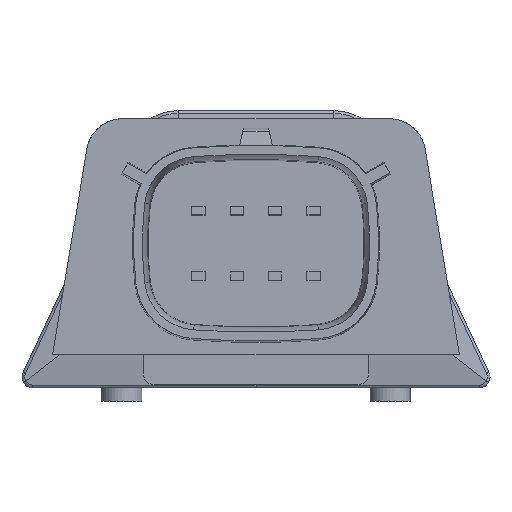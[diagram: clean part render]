
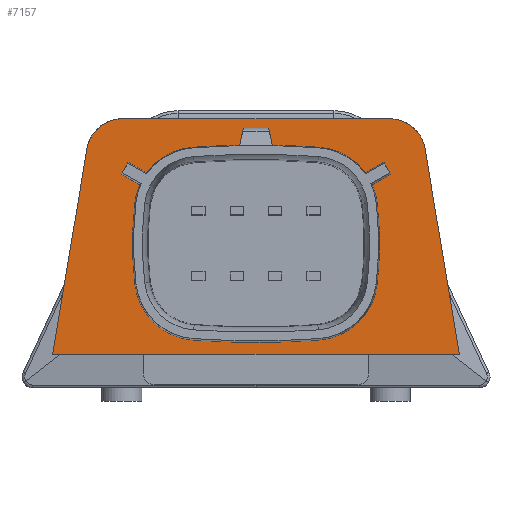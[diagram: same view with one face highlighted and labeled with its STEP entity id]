
A CAD part, top view. The second image highlights one B-rep face of the part: STEP entity #7157.
In plain terms, the highlighted planar face has unit normal (0, 0, 1).
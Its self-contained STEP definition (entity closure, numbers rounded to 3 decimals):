
#1336=DIRECTION('',(-1.,0.,0.));
#1337=VECTOR('',#1336,37.105);
#1338=CARTESIAN_POINT('',(26.03,1.4,11.675));
#1339=LINE('',#1338,#1337);
#1509=DIRECTION('',(-0.164,-0.986,0.));
#1510=VECTOR('',#1509,19.001);
#1511=CARTESIAN_POINT('',(-7.951,20.142,11.675));
#1512=LINE('',#1511,#1510);
#1513=CARTESIAN_POINT('',(-4.696,19.6,11.675));
#1514=DIRECTION('',(0.,0.,1.));
#1515=DIRECTION('',(0.,1.,0.));
#1516=AXIS2_PLACEMENT_3D('',#1513,#1514,#1515);
#1518=DIRECTION('',(-1.,0.,0.));
#1519=VECTOR('',#1518,24.347);
#1520=CARTESIAN_POINT('',(19.651,22.9,11.675));
#1521=LINE('',#1520,#1519);
#1522=CARTESIAN_POINT('',(19.651,19.6,11.675));
#1523=DIRECTION('',(0.,0.,1.));
#1524=DIRECTION('',(0.986,0.164,0.));
#1525=AXIS2_PLACEMENT_3D('',#1522,#1523,#1524);
#1527=DIRECTION('',(-0.164,0.986,0.));
#1528=VECTOR('',#1527,19.001);
#1529=CARTESIAN_POINT('',(26.03,1.4,11.675));
#1530=LINE('',#1529,#1528);
#1531=DIRECTION('',(-0.866,0.5,0.));
#1532=VECTOR('',#1531,1.918);
#1533=CARTESIAN_POINT('',(-3.117,16.877,11.675));
#1534=LINE('',#1533,#1532);
#1535=CARTESIAN_POINT('',(2.159,14.553,11.675));
#1536=DIRECTION('',(0.,0.,-1.));
#1537=DIRECTION('',(-0.993,0.117,0.));
#1538=AXIS2_PLACEMENT_3D('',#1535,#1536,#1537);
#1540=CARTESIAN_POINT('',(27.987,11.502,11.675));
#1541=DIRECTION('',(0.,0.,-1.));
#1542=DIRECTION('',(-0.993,-0.117,0.));
#1543=AXIS2_PLACEMENT_3D('',#1540,#1541,#1542);
#1545=CARTESIAN_POINT('',(2.159,8.451,11.675));
#1546=DIRECTION('',(0.,0.,-1.));
#1547=DIRECTION('',(-0.074,-0.997,0.));
#1548=AXIS2_PLACEMENT_3D('',#1545,#1546,#1547);
#1550=CARTESIAN_POINT('',(7.477,80.358,11.675));
#1551=DIRECTION('',(0.,0.,-1.));
#1552=DIRECTION('',(0.074,-0.997,0.));
#1553=AXIS2_PLACEMENT_3D('',#1550,#1551,#1552);
#1555=CARTESIAN_POINT('',(12.795,8.451,11.675));
#1556=DIRECTION('',(0.,0.,-1.));
#1557=DIRECTION('',(0.993,-0.117,0.));
#1558=AXIS2_PLACEMENT_3D('',#1555,#1556,#1557);
#1560=CARTESIAN_POINT('',(-13.032,11.502,11.675));
#1561=DIRECTION('',(0.,0.,-1.));
#1562=DIRECTION('',(1.,0.,0.));
#1563=AXIS2_PLACEMENT_3D('',#1560,#1561,#1562);
#1565=CARTESIAN_POINT('',(-13.032,11.502,11.675));
#1566=DIRECTION('',(0.,0.,-1.));
#1567=DIRECTION('',(0.993,0.117,0.));
#1568=AXIS2_PLACEMENT_3D('',#1565,#1566,#1567);
#1570=CARTESIAN_POINT('',(12.795,14.553,11.675));
#1571=DIRECTION('',(0.,0.,-1.));
#1572=DIRECTION('',(0.915,0.403,0.));
#1573=AXIS2_PLACEMENT_3D('',#1570,#1571,#1572);
#1575=DIRECTION('',(-0.866,-0.5,0.));
#1576=VECTOR('',#1575,1.918);
#1577=CARTESIAN_POINT('',(19.732,17.836,11.675));
#1578=LINE('',#1577,#1576);
#1579=DIRECTION('',(0.5,-0.866,0.));
#1580=VECTOR('',#1579,1.244);
#1581=CARTESIAN_POINT('',(19.11,18.913,11.675));
#1582=LINE('',#1581,#1580);
#1583=DIRECTION('',(0.866,0.5,0.));
#1584=VECTOR('',#1583,1.917);
#1585=CARTESIAN_POINT('',(17.45,17.955,11.675));
#1586=LINE('',#1585,#1584);
#1587=CARTESIAN_POINT('',(12.795,14.553,11.675));
#1588=DIRECTION('',(0.,0.,-1.));
#1589=DIRECTION('',(0.074,0.997,0.));
#1590=AXIS2_PLACEMENT_3D('',#1587,#1588,#1589);
#1592=CARTESIAN_POINT('',(7.477,-57.354,11.675));
#1593=DIRECTION('',(0.,0.,-1.));
#1594=DIRECTION('',(-0.074,0.997,0.));
#1595=AXIS2_PLACEMENT_3D('',#1592,#1593,#1594);
#1597=CARTESIAN_POINT('',(2.159,14.553,11.675));
#1598=DIRECTION('',(0.,0.,-1.));
#1599=DIRECTION('',(-0.807,0.59,0.));
#1600=AXIS2_PLACEMENT_3D('',#1597,#1598,#1599);
#1602=DIRECTION('',(0.866,-0.5,0.));
#1603=VECTOR('',#1602,1.917);
#1604=CARTESIAN_POINT('',(-4.156,18.913,11.675));
#1605=LINE('',#1604,#1603);
#1606=DIRECTION('',(0.5,0.866,0.));
#1607=VECTOR('',#1606,1.244);
#1608=CARTESIAN_POINT('',(-4.777,17.836,11.675));
#1609=LINE('',#1608,#1607);
#1793=CARTESIAN_POINT('',(-3.117,16.877,11.675));
#1800=CARTESIAN_POINT('',(17.45,17.955,11.675));
#1810=CARTESIAN_POINT('',(-2.495,17.955,11.675));
#3695=CARTESIAN_POINT('',(-11.075,1.4,11.675));
#3696=VERTEX_POINT('',#3695);
#3697=CARTESIAN_POINT('',(26.03,1.4,11.675));
#3698=VERTEX_POINT('',#3697);
#3796=CARTESIAN_POINT('',(-3.566,7.774,11.675));
#3798=VERTEX_POINT('',#3796);
#3801=CARTESIAN_POINT('',(1.734,2.701,11.675));
#3802=VERTEX_POINT('',#3801);
#3882=CARTESIAN_POINT('',(1.734,20.303,11.675));
#3883=VERTEX_POINT('',#3882);
#3884=CARTESIAN_POINT('',(13.221,20.303,11.675));
#3885=VERTEX_POINT('',#3884);
#3886=CARTESIAN_POINT('',(22.906,20.142,11.675));
#3887=VERTEX_POINT('',#3886);
#3902=CARTESIAN_POINT('',(19.651,22.9,11.675));
#3903=VERTEX_POINT('',#3902);
#3916=CARTESIAN_POINT('',(13.221,2.701,11.675));
#3917=VERTEX_POINT('',#3916);
#3926=CARTESIAN_POINT('',(19.732,17.836,11.675));
#3927=VERTEX_POINT('',#3926);
#3928=CARTESIAN_POINT('',(18.071,16.877,11.675));
#3929=VERTEX_POINT('',#3928);
#3934=CARTESIAN_POINT('',(-4.777,17.836,11.675));
#3935=VERTEX_POINT('',#3934);
#3936=CARTESIAN_POINT('',(-4.156,18.913,11.675));
#3937=VERTEX_POINT('',#3936);
#3940=CARTESIAN_POINT('',(18.521,15.23,11.675));
#3941=VERTEX_POINT('',#3940);
#3944=VERTEX_POINT('',#1810);
#3982=CARTESIAN_POINT('',(-3.566,15.23,11.675));
#3984=VERTEX_POINT('',#3982);
#4013=VERTEX_POINT('',#1793);
#4023=VERTEX_POINT('',#1800);
#4032=CARTESIAN_POINT('',(-4.696,22.9,11.675));
#4033=VERTEX_POINT('',#4032);
#4034=CARTESIAN_POINT('',(19.11,18.913,11.675));
#4036=VERTEX_POINT('',#4034);
#4116=CARTESIAN_POINT('',(-7.951,20.142,11.675));
#4117=VERTEX_POINT('',#4116);
#4119=CARTESIAN_POINT('',(18.521,7.774,11.675));
#4121=VERTEX_POINT('',#4119);
#4124=CARTESIAN_POINT('',(18.74,11.502,11.675));
#4125=VERTEX_POINT('',#4124);
#7104=CARTESIAN_POINT('',(36.919,-8.181,11.675));
#7105=DIRECTION('',(0.,0.,-1.));
#7106=DIRECTION('',(0.,1.,0.));
#7107=AXIS2_PLACEMENT_3D('',#7104,#7105,#7106);
#7108=PLANE('',#7107);
#7109=ORIENTED_EDGE('',*,*,#6921,.T.);
#7110=ORIENTED_EDGE('',*,*,#7095,.F.);
#7112=ORIENTED_EDGE('',*,*,#7111,.F.);
#7114=ORIENTED_EDGE('',*,*,#7113,.F.);
#7116=ORIENTED_EDGE('',*,*,#7115,.F.);
#7118=ORIENTED_EDGE('',*,*,#7117,.F.);
#7119=EDGE_LOOP('',(#7109,#7110,#7112,#7114,#7116,#7118));
#7120=FACE_OUTER_BOUND('',#7119,.F.);
#7122=ORIENTED_EDGE('',*,*,#7121,.F.);
#7124=ORIENTED_EDGE('',*,*,#7123,.F.);
#7126=ORIENTED_EDGE('',*,*,#7125,.F.);
#7128=ORIENTED_EDGE('',*,*,#7127,.F.);
#7130=ORIENTED_EDGE('',*,*,#7129,.F.);
#7132=ORIENTED_EDGE('',*,*,#7131,.F.);
#7134=ORIENTED_EDGE('',*,*,#7133,.F.);
#7136=ORIENTED_EDGE('',*,*,#7135,.F.);
#7138=ORIENTED_EDGE('',*,*,#7137,.F.);
#7140=ORIENTED_EDGE('',*,*,#7139,.F.);
#7142=ORIENTED_EDGE('',*,*,#7141,.F.);
#7144=ORIENTED_EDGE('',*,*,#7143,.F.);
#7146=ORIENTED_EDGE('',*,*,#7145,.F.);
#7148=ORIENTED_EDGE('',*,*,#7147,.F.);
#7150=ORIENTED_EDGE('',*,*,#7149,.F.);
#7152=ORIENTED_EDGE('',*,*,#7151,.F.);
#7154=ORIENTED_EDGE('',*,*,#7153,.F.);
#7155=EDGE_LOOP('',(#7122,#7124,#7126,#7128,#7130,#7132,#7134,#7136,#7138,#7140,
#7142,#7144,#7146,#7148,#7150,#7152,#7154));
#7156=FACE_BOUND('',#7155,.F.);
#7157=ADVANCED_FACE('',(#7120,#7156),#7108,.F.);
#1517=CIRCLE('',#1516,3.3);
#1526=CIRCLE('',#1525,3.3);
#1539=CIRCLE('',#1538,5.765);
#1544=CIRCLE('',#1543,31.772);
#1549=CIRCLE('',#1548,5.765);
#1554=CIRCLE('',#1553,77.869);
#1559=CIRCLE('',#1558,5.765);
#1564=CIRCLE('',#1563,31.772);
#1569=CIRCLE('',#1568,31.772);
#1574=CIRCLE('',#1573,5.765);
#1591=CIRCLE('',#1590,5.765);
#1596=CIRCLE('',#1595,77.869);
#1601=CIRCLE('',#1600,5.765);
#6921=EDGE_CURVE('',#3698,#3696,#1339,.T.);
#7095=EDGE_CURVE('',#4117,#3696,#1512,.T.);
#7111=EDGE_CURVE('',#4033,#4117,#1517,.T.);
#7113=EDGE_CURVE('',#3903,#4033,#1521,.T.);
#7115=EDGE_CURVE('',#3887,#3903,#1526,.T.);
#7117=EDGE_CURVE('',#3698,#3887,#1530,.T.);
#7121=EDGE_CURVE('',#4013,#3935,#1534,.T.);
#7123=EDGE_CURVE('',#3984,#4013,#1539,.T.);
#7125=EDGE_CURVE('',#3798,#3984,#1544,.T.);
#7127=EDGE_CURVE('',#3802,#3798,#1549,.T.);
#7129=EDGE_CURVE('',#3917,#3802,#1554,.T.);
#7131=EDGE_CURVE('',#4121,#3917,#1559,.T.);
#7133=EDGE_CURVE('',#4125,#4121,#1564,.T.);
#7135=EDGE_CURVE('',#3941,#4125,#1569,.T.);
#7137=EDGE_CURVE('',#3929,#3941,#1574,.T.);
#7139=EDGE_CURVE('',#3927,#3929,#1578,.T.);
#7141=EDGE_CURVE('',#4036,#3927,#1582,.T.);
#7143=EDGE_CURVE('',#4023,#4036,#1586,.T.);
#7145=EDGE_CURVE('',#3885,#4023,#1591,.T.);
#7147=EDGE_CURVE('',#3883,#3885,#1596,.T.);
#7149=EDGE_CURVE('',#3944,#3883,#1601,.T.);
#7151=EDGE_CURVE('',#3937,#3944,#1605,.T.);
#7153=EDGE_CURVE('',#3935,#3937,#1609,.T.);
